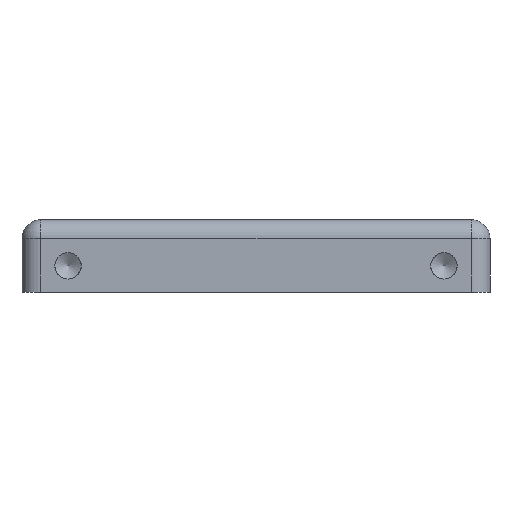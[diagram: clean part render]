
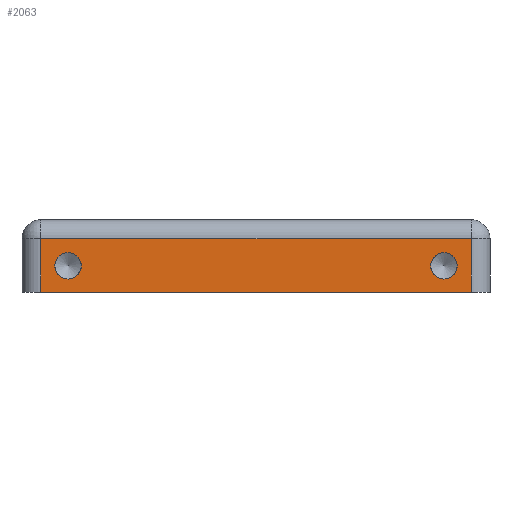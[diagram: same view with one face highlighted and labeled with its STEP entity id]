
A CAD part, left-side view. The second image highlights one B-rep face of the part: STEP entity #2063.
In plain terms, the highlighted planar face has unit normal (-1, 0, 0).
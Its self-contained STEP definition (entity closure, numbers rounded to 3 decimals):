
#111=FACE_BOUND('',#342,.T.);
#112=FACE_BOUND('',#343,.T.);
#143=PLANE('',#2294);
#235=FACE_OUTER_BOUND('',#341,.T.);
#341=EDGE_LOOP('',(#1894,#1895,#1896,#1897));
#342=EDGE_LOOP('',(#1898));
#343=EDGE_LOOP('',(#1899));
#387=LINE('',#3032,#503);
#484=LINE('',#4078,#600);
#488=LINE('',#4090,#604);
#489=LINE('',#4092,#605);
#503=VECTOR('',#2410,10.);
#600=VECTOR('',#2797,10.);
#604=VECTOR('',#2817,10.);
#605=VECTOR('',#2820,10.);
#666=CIRCLE('',#2219,1.4);
#669=CIRCLE('',#2226,1.4);
#835=VERTEX_POINT('',#3029);
#836=VERTEX_POINT('',#3031);
#929=VERTEX_POINT('',#3681);
#938=VERTEX_POINT('',#3775);
#979=VERTEX_POINT('',#4075);
#980=VERTEX_POINT('',#4077);
#1041=EDGE_CURVE('',#835,#836,#387,.T.);
#1194=EDGE_CURVE('',#929,#929,#666,.T.);
#1207=EDGE_CURVE('',#938,#938,#669,.T.);
#1283=EDGE_CURVE('',#979,#980,#484,.T.);
#1290=EDGE_CURVE('',#835,#980,#488,.T.);
#1291=EDGE_CURVE('',#836,#979,#489,.T.);
#1894=ORIENTED_EDGE('',*,*,#1283,.F.);
#1895=ORIENTED_EDGE('',*,*,#1291,.F.);
#1896=ORIENTED_EDGE('',*,*,#1041,.F.);
#1897=ORIENTED_EDGE('',*,*,#1290,.T.);
#1898=ORIENTED_EDGE('',*,*,#1194,.T.);
#1899=ORIENTED_EDGE('',*,*,#1207,.T.);
#2063=ADVANCED_FACE('',(#235,#111,#112),#143,.T.);
#2219=AXIS2_PLACEMENT_3D('',#3682,#2635,#2636);
#2226=AXIS2_PLACEMENT_3D('',#3776,#2651,#2652);
#2294=AXIS2_PLACEMENT_3D('',#4091,#2818,#2819);
#2410=DIRECTION('',(0.,1.,0.));
#2635=DIRECTION('center_axis',(1.,0.,0.));
#2636=DIRECTION('ref_axis',(0.,0.,1.));
#2651=DIRECTION('center_axis',(1.,0.,0.));
#2652=DIRECTION('ref_axis',(0.,0.,1.));
#2797=DIRECTION('',(0.,-1.,0.));
#2817=DIRECTION('',(0.,0.,1.));
#2818=DIRECTION('center_axis',(-1.,0.,0.));
#2819=DIRECTION('ref_axis',(0.,-1.,0.));
#2820=DIRECTION('',(0.,0.,1.));
#3029=CARTESIAN_POINT('',(-4.,-2.,-12.9));
#3031=CARTESIAN_POINT('',(-4.,43.8,-12.9));
#3032=CARTESIAN_POINT('',(-4.,-2.,-12.9));
#3681=CARTESIAN_POINT('',(-4.,40.9,-11.5));
#3682=CARTESIAN_POINT('Origin',(-4.,40.9,-10.1));
#3775=CARTESIAN_POINT('',(-4.,0.9,-11.5));
#3776=CARTESIAN_POINT('Origin',(-4.,0.9,-10.1));
#4075=CARTESIAN_POINT('',(-4.,43.8,-7.2));
#4077=CARTESIAN_POINT('',(-4.,-2.,-7.2));
#4078=CARTESIAN_POINT('',(-4.,32.35,-7.2));
#4090=CARTESIAN_POINT('',(-4.,-2.,-12.9));
#4091=CARTESIAN_POINT('Origin',(-4.,43.8,-12.9));
#4092=CARTESIAN_POINT('',(-4.,43.8,-12.9));
